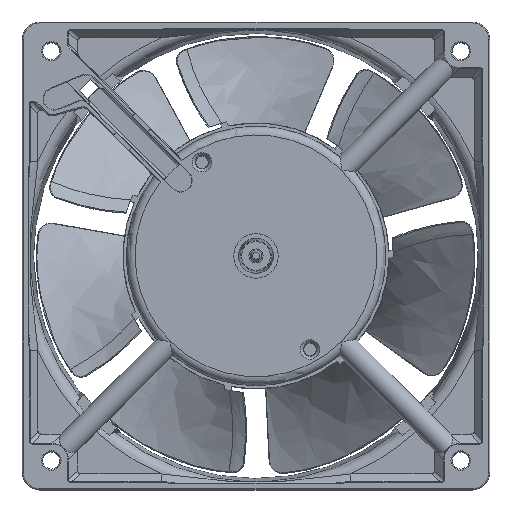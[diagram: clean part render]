
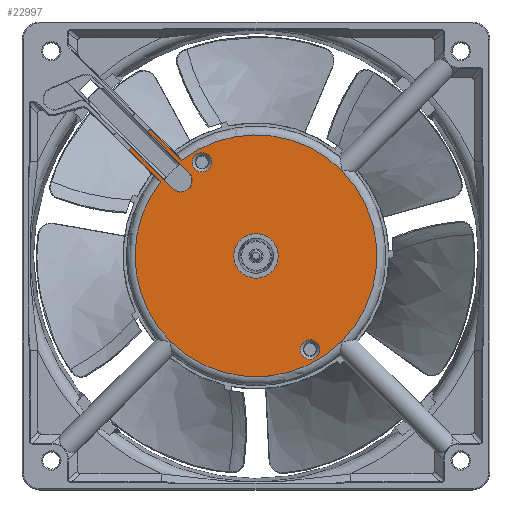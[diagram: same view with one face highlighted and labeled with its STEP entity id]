
A CAD part, top view. The second image highlights one B-rep face of the part: STEP entity #22997.
In plain terms, the highlighted planar face has unit normal (0, 0, 1).
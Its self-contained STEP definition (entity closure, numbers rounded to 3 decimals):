
#1182=PLANE('',#24550);
#1370=FACE_BOUND('',#3773,.T.);
#1371=FACE_BOUND('',#3774,.T.);
#1372=FACE_BOUND('',#3775,.T.);
#2401=FACE_OUTER_BOUND('',#3772,.T.);
#3772=EDGE_LOOP('',(#20590,#20591,#20592,#20593,#20594,#20595,#20596,#20597,#20598,#20599,#20600));
#3773=EDGE_LOOP('',(#20601));
#3774=EDGE_LOOP('',(#20602));
#3775=EDGE_LOOP('',(#20603));
#6197=LINE('',#40094,#8457);
#6206=LINE('',#40123,#8466);
#6209=LINE('',#40139,#8469);
#6240=LINE('',#41157,#8500);
#6241=LINE('',#41159,#8501);
#6242=LINE('',#41161,#8502);
#8457=VECTOR('',#29370,14.863);
#8466=VECTOR('',#29385,0.819);
#8469=VECTOR('',#29390,11.36);
#8500=VECTOR('',#29543,11.36);
#8501=VECTOR('',#29544,0.819);
#8502=VECTOR('',#29545,14.863);
#9581=CIRCLE('',#24549,31.03);
#9582=CIRCLE('',#24551,31.03);
#9583=CIRCLE('',#24552,31.03);
#9584=CIRCLE('',#24553,31.03);
#9585=CIRCLE('',#24554,2.935);
#9586=CIRCLE('',#24555,2.486);
#9587=CIRCLE('',#24556,2.486);
#9588=CIRCLE('',#24557,5.719);
#9770=VERTEX_POINT('',#30626);
#9829=VERTEX_POINT('',#31348);
#9868=VERTEX_POINT('',#31968);
#11487=VERTEX_POINT('',#40091);
#11488=VERTEX_POINT('',#40093);
#11495=VERTEX_POINT('',#40121);
#11497=VERTEX_POINT('',#40128);
#11544=VERTEX_POINT('',#41154);
#11545=VERTEX_POINT('',#41156);
#11546=VERTEX_POINT('',#41158);
#11547=VERTEX_POINT('',#41160);
#11548=VERTEX_POINT('',#41163);
#11549=VERTEX_POINT('',#41165);
#11550=VERTEX_POINT('',#41167);
#14552=EDGE_CURVE('',#11487,#11488,#6197,.T.);
#14563=EDGE_CURVE('',#11495,#11487,#6206,.T.);
#14567=EDGE_CURVE('',#11495,#11497,#6209,.T.);
#14658=EDGE_CURVE('',#11497,#9829,#9581,.T.);
#14659=EDGE_CURVE('',#9868,#9829,#9582,.T.);
#14660=EDGE_CURVE('',#9770,#9868,#9583,.T.);
#14661=EDGE_CURVE('',#9770,#11544,#9584,.T.);
#14662=EDGE_CURVE('',#11544,#11545,#6240,.T.);
#14663=EDGE_CURVE('',#11546,#11545,#6241,.T.);
#14664=EDGE_CURVE('',#11547,#11546,#6242,.T.);
#14665=EDGE_CURVE('',#11488,#11547,#9585,.T.);
#14666=EDGE_CURVE('',#11548,#11548,#9586,.T.);
#14667=EDGE_CURVE('',#11549,#11549,#9587,.T.);
#14668=EDGE_CURVE('',#11550,#11550,#9588,.T.);
#20590=ORIENTED_EDGE('',*,*,#14567,.T.);
#20591=ORIENTED_EDGE('',*,*,#14658,.T.);
#20592=ORIENTED_EDGE('',*,*,#14659,.F.);
#20593=ORIENTED_EDGE('',*,*,#14660,.F.);
#20594=ORIENTED_EDGE('',*,*,#14661,.T.);
#20595=ORIENTED_EDGE('',*,*,#14662,.T.);
#20596=ORIENTED_EDGE('',*,*,#14663,.F.);
#20597=ORIENTED_EDGE('',*,*,#14664,.F.);
#20598=ORIENTED_EDGE('',*,*,#14665,.F.);
#20599=ORIENTED_EDGE('',*,*,#14552,.F.);
#20600=ORIENTED_EDGE('',*,*,#14563,.F.);
#20601=ORIENTED_EDGE('',*,*,#14666,.F.);
#20602=ORIENTED_EDGE('',*,*,#14667,.F.);
#20603=ORIENTED_EDGE('',*,*,#14668,.F.);
#22997=ADVANCED_FACE('',(#2401,#1370,#1371,#1372),#1182,.F.);
#24549=AXIS2_PLACEMENT_3D('',#41150,#29533,#29534);
#24550=AXIS2_PLACEMENT_3D('',#41151,#29535,#29536);
#24551=AXIS2_PLACEMENT_3D('',#41152,#29537,#29538);
#24552=AXIS2_PLACEMENT_3D('',#41153,#29539,#29540);
#24553=AXIS2_PLACEMENT_3D('',#41155,#29541,#29542);
#24554=AXIS2_PLACEMENT_3D('',#41162,#29546,#29547);
#24555=AXIS2_PLACEMENT_3D('',#41164,#29548,#29549);
#24556=AXIS2_PLACEMENT_3D('',#41166,#29550,#29551);
#24557=AXIS2_PLACEMENT_3D('',#41168,#29552,#29553);
#29370=DIRECTION('',(0.707,-0.707,0.));
#29385=DIRECTION('',(0.707,0.707,0.));
#29390=DIRECTION('',(0.707,-0.707,0.));
#29533=DIRECTION('center_axis',(0.,0.,1.));
#29534=DIRECTION('ref_axis',(-0.787,0.616,0.));
#29535=DIRECTION('center_axis',(0.,0.,-1.));
#29536=DIRECTION('ref_axis',(0.,1.,0.));
#29537=DIRECTION('center_axis',(0.,0.,-1.));
#29538=DIRECTION('ref_axis',(0.707,-0.707,0.));
#29539=DIRECTION('center_axis',(0.,0.,-1.));
#29540=DIRECTION('ref_axis',(0.707,0.707,0.));
#29541=DIRECTION('center_axis',(0.,0.,1.));
#29542=DIRECTION('ref_axis',(0.707,0.707,0.));
#29543=DIRECTION('',(-0.707,0.707,0.));
#29544=DIRECTION('',(0.707,0.707,0.));
#29545=DIRECTION('',(-0.707,0.707,0.));
#29546=DIRECTION('center_axis',(0.,0.,1.));
#29547=DIRECTION('ref_axis',(1.,0.,0.));
#29548=DIRECTION('center_axis',(0.,0.,1.));
#29549=DIRECTION('ref_axis',(0.5,-0.866,0.));
#29550=DIRECTION('center_axis',(0.,0.,1.));
#29551=DIRECTION('ref_axis',(-0.5,0.866,0.));
#29552=DIRECTION('center_axis',(0.,0.,1.));
#29553=DIRECTION('ref_axis',(-0.707,0.707,0.));
#30626=CARTESIAN_POINT('',(21.942,21.942,38.2));
#31348=CARTESIAN_POINT('',(-21.942,-21.942,38.2));
#31968=CARTESIAN_POINT('',(21.942,-21.942,38.2));
#40091=CARTESIAN_POINT('',(-31.889,27.738,38.2));
#40093=CARTESIAN_POINT('',(-21.379,17.229,38.2));
#40094=CARTESIAN_POINT('',(-31.889,27.738,38.2));
#40121=CARTESIAN_POINT('',(-32.468,27.159,38.2));
#40123=CARTESIAN_POINT('',(-32.468,27.159,38.2));
#40128=CARTESIAN_POINT('',(-24.435,19.126,38.2));
#40139=CARTESIAN_POINT('',(-32.468,27.159,38.2));
#41150=CARTESIAN_POINT('Origin',(0.,0.,38.2));
#41151=CARTESIAN_POINT('Origin',(-65.,58.05,38.2));
#41152=CARTESIAN_POINT('Origin',(0.,0.,38.2));
#41153=CARTESIAN_POINT('Origin',(0.,0.,38.2));
#41154=CARTESIAN_POINT('',(-19.126,24.435,38.2));
#41155=CARTESIAN_POINT('Origin',(0.,0.,38.2));
#41156=CARTESIAN_POINT('',(-27.159,32.468,38.2));
#41157=CARTESIAN_POINT('',(-19.126,24.435,38.2));
#41158=CARTESIAN_POINT('',(-27.738,31.889,38.2));
#41159=CARTESIAN_POINT('',(-27.738,31.889,38.2));
#41160=CARTESIAN_POINT('',(-17.229,21.379,38.2));
#41161=CARTESIAN_POINT('',(-17.229,21.379,38.2));
#41162=CARTESIAN_POINT('Origin',(-19.304,19.304,38.2));
#41163=CARTESIAN_POINT('',(15.118,-26.185,38.2));
#41164=CARTESIAN_POINT('Origin',(13.875,-24.032,38.2));
#41165=CARTESIAN_POINT('',(-15.118,26.185,38.2));
#41166=CARTESIAN_POINT('Origin',(-13.875,24.032,38.2));
#41167=CARTESIAN_POINT('',(-4.044,4.044,38.2));
#41168=CARTESIAN_POINT('Origin',(0.,0.,38.2));
